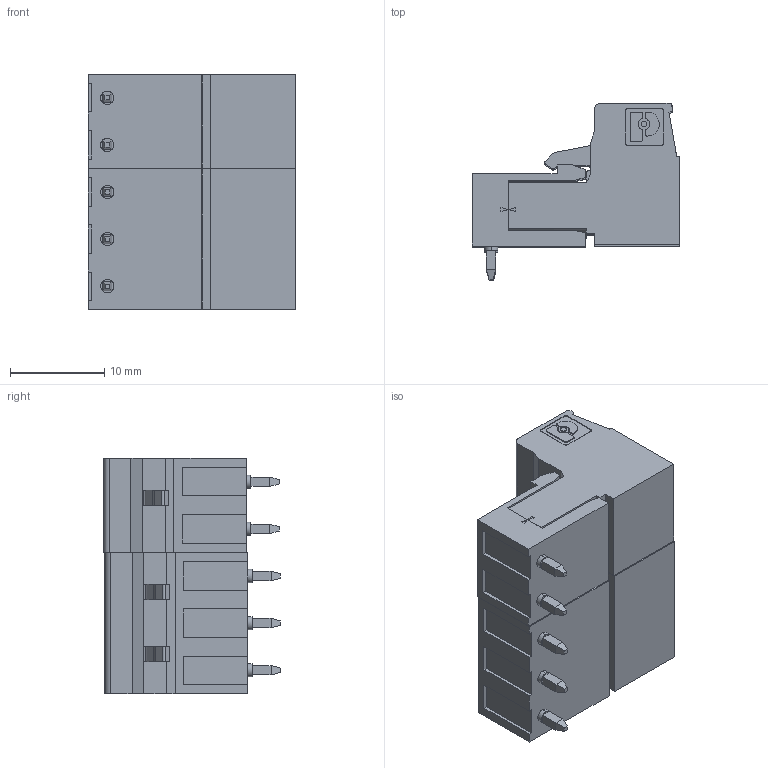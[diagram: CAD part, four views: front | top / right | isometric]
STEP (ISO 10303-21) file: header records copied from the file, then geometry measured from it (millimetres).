
FILE_DESCRIPTION (( 'STEP AP214' ), '1' );
FILE_NAME ('Ensamblaje1.STEP', '2019-04-16T20:50:28', ( '' ), ( '' ), 'SwSTEP 2.0', 'SolidWorks 2018', '' );
FILE_SCHEMA (( 'AUTOMOTIVE_DESIGN' ));
Length unit declared in the file: millimetre
Products named in the file (3): MSTB 2,5_2_ST_1754449 + MSTB 2,5_ 2_G_1754436 (Phoenix Contact).step; MSTB 2,5_3_ST_1754465 + MSTB 2,5_ 3_G_1754452 (Phoenix Contact).step; Ensamblaje1
Assembly tree (2 placements, depth 2):
  Ensamblaje1
    MSTB 2,5_2_ST_1754449 + MSTB 2,5_ 2_G_1754436 (Phoenix Contact).step
    MSTB 2,5_3_ST_1754465 + MSTB 2,5_ 3_G_1754452 (Phoenix Contact).step
Bounding box: 22.02 x 18.77 x 25 mm (x, y, z)
Volume: 5417.9 mm3; surface area: 4909.5 mm2
Topology: 4 solids, 4 shells, 732 faces, 1808 edges, 1152 vertices
Faces by surface type: plane 548, cylinder 179, cone 5
Entity records: 21503 total; most frequent: CARTESIAN_POINT 3723, DIRECTION 3681, ORIENTED_EDGE 3608, EDGE_CURVE 1804, VECTOR 1381, LINE 1381, VERTEX_POINT 1152, AXIS2_PLACEMENT_3D 1150
